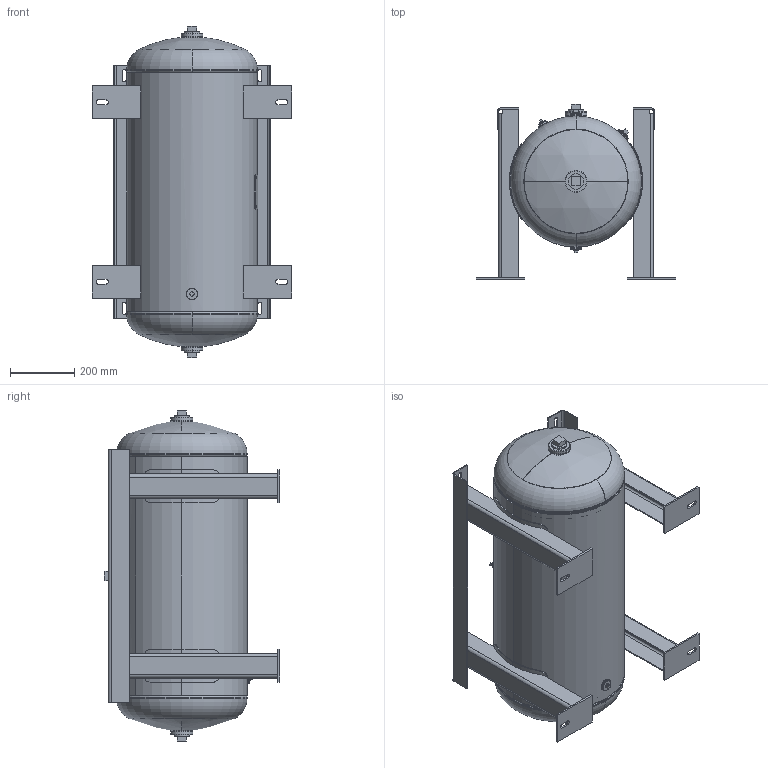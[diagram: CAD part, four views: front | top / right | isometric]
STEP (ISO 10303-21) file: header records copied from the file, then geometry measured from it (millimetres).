
FILE_DESCRIPTION (( 'STEP AP214' ), '1' );
FILE_NAME ('305438.STEP', '2023-10-20T18:13:45', ( '' ), ( '' ), 'SwSTEP 2.0', 'SolidWorks 2022', '' );
FILE_SCHEMA (( 'AUTOMOTIVE_DESIGN' ));
Length unit declared in the file: inch
Products named in the file (1): 305438
Bounding box: 622.3 x 544.62 x 1030.3 mm (x, y, z)
Volume: 6762117.7 mm3; surface area: 4325518 mm2
Topology: 34 solids, 34 shells, 637 faces, 1430 edges, 882 vertices
Faces by surface type: plane 304, cylinder 177, torus 118, bspline 30, sphere 8
Entity records: 31962 total; most frequent: CARTESIAN_POINT 8850, DIRECTION 3084, ORIENTED_EDGE 2860, EDGE_CURVE 1430, AXIS2_PLACEMENT_3D 1180, VERTEX_POINT 882, LINE 724, VECTOR 724
